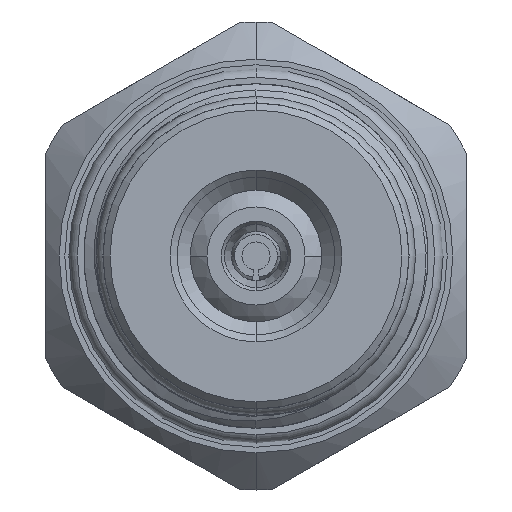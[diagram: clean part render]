
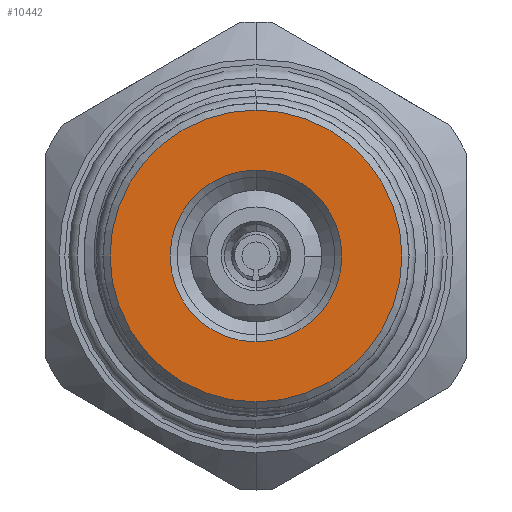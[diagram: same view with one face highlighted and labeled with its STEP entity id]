
A CAD part, left-side view. The second image highlights one B-rep face of the part: STEP entity #10442.
In plain terms, the highlighted planar face has unit normal (-1, 0, 0).
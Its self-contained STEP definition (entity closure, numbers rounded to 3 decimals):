
#635 = AXIS2_PLACEMENT_3D ( 'NONE', #13613, #4153, #6602 ) ;
#1248 = AXIS2_PLACEMENT_3D ( 'NONE', #10114, #1907, #1854 ) ;
#1273 = DIRECTION ( 'NONE',  ( 0., 0., -1. ) ) ;
#1346 = ORIENTED_EDGE ( 'NONE', *, *, #6939, .T. ) ;
#1364 = VERTEX_POINT ( 'NONE', #4665 ) ;
#1854 = DIRECTION ( 'NONE',  ( 0., 0., -1. ) ) ;
#1907 = DIRECTION ( 'NONE',  ( 1., 0., 0. ) ) ;
#2410 = CARTESIAN_POINT ( 'NONE',  ( -72.799, 0., 0. ) ) ;
#2652 = EDGE_CURVE ( 'NONE', #13237, #1364, #6679, .T. ) ;
#3071 = EDGE_LOOP ( 'NONE', ( #1346, #4606 ) ) ;
#4153 = DIRECTION ( 'NONE',  ( -1., 0., 0. ) ) ;
#4296 = FACE_BOUND ( 'NONE', #8197, .T. ) ;
#4428 = AXIS2_PLACEMENT_3D ( 'NONE', #6656, #12583, #14031 ) ;
#4500 = ORIENTED_EDGE ( 'NONE', *, *, #2652, .T. ) ;
#4606 = ORIENTED_EDGE ( 'NONE', *, *, #14350, .T. ) ;
#4665 = CARTESIAN_POINT ( 'NONE',  ( -72.799, 0., 4.9 ) ) ;
#5742 = FACE_OUTER_BOUND ( 'NONE', #3071, .T. ) ;
#6072 = CIRCLE ( 'NONE', #10918, 8.325 ) ;
#6602 = DIRECTION ( 'NONE',  ( 0., 0., 1. ) ) ;
#6656 = CARTESIAN_POINT ( 'NONE',  ( -72.799, 0., 0. ) ) ;
#6679 = CIRCLE ( 'NONE', #7859, 4.9 ) ;
#6939 = EDGE_CURVE ( 'NONE', #9043, #11885, #6072, .T. ) ;
#7481 = CARTESIAN_POINT ( 'NONE',  ( -72.799, 0., -4.9 ) ) ;
#7624 = CARTESIAN_POINT ( 'NONE',  ( -72.799, 0., 0. ) ) ;
#7859 = AXIS2_PLACEMENT_3D ( 'NONE', #2410, #12919, #1273 ) ;
#8197 = EDGE_LOOP ( 'NONE', ( #13050, #4500 ) ) ;
#9043 = VERTEX_POINT ( 'NONE', #12516 ) ;
#9268 = CARTESIAN_POINT ( 'NONE',  ( -72.799, 0., 8.325 ) ) ;
#10110 = CIRCLE ( 'NONE', #635, 8.325 ) ;
#10114 = CARTESIAN_POINT ( 'NONE',  ( -72.799, 0., 0. ) ) ;
#10299 = PLANE ( 'NONE',  #4428 ) ;
#10442 = ADVANCED_FACE ( 'NONE', ( #4296, #5742 ), #10299, .F. ) ;
#10771 = EDGE_CURVE ( 'NONE', #1364, #13237, #13090, .T. ) ;
#10918 = AXIS2_PLACEMENT_3D ( 'NONE', #7624, #11029, #14669 ) ;
#11029 = DIRECTION ( 'NONE',  ( -1., 0., 0. ) ) ;
#11885 = VERTEX_POINT ( 'NONE', #9268 ) ;
#12516 = CARTESIAN_POINT ( 'NONE',  ( -72.799, 0., -8.325 ) ) ;
#12583 = DIRECTION ( 'NONE',  ( 1., 0., 0. ) ) ;
#12919 = DIRECTION ( 'NONE',  ( 1., 0., 0. ) ) ;
#13050 = ORIENTED_EDGE ( 'NONE', *, *, #10771, .T. ) ;
#13090 = CIRCLE ( 'NONE', #1248, 4.9 ) ;
#13237 = VERTEX_POINT ( 'NONE', #7481 ) ;
#13613 = CARTESIAN_POINT ( 'NONE',  ( -72.799, 0., 0. ) ) ;
#14031 = DIRECTION ( 'NONE',  ( 0., 0., -1. ) ) ;
#14350 = EDGE_CURVE ( 'NONE', #11885, #9043, #10110, .T. ) ;
#14669 = DIRECTION ( 'NONE',  ( 0., 0., 1. ) ) ;
